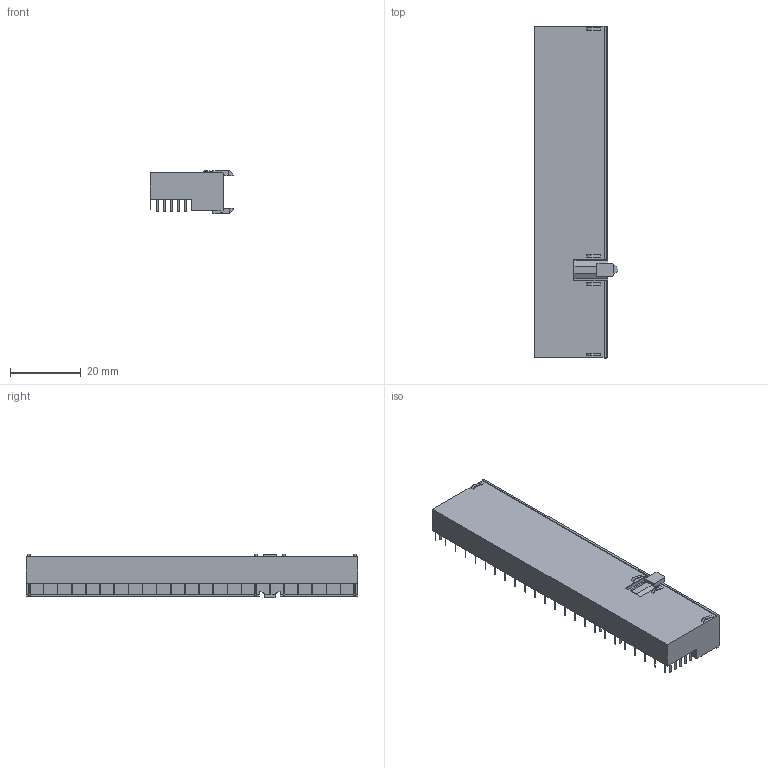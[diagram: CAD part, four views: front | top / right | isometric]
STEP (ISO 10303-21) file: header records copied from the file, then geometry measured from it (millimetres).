
FILE_DESCRIPTION((''),'2;1');
FILE_NAME('HARTING_17 26 220 2102.stp','2009-04-02T11:27:03',(''),(''),'Mechanical Desktop 2006','Mechanical Desktop 2006',', , ');
FILE_SCHEMA(('AUTOMOTIVE_DESIGN { 1 2 10303 214 0 1 1 1 }'));
Length unit declared in the file: millimetre
Products named in the file (1): Product
Bounding box: 23.75 x 93.9 x 12.25 mm (x, y, z)
Volume: 16813.6 mm3; surface area: 6958.7 mm2
Topology: 1 solids, 1 shells, 293 faces, 678 edges, 452 vertices
Faces by surface type: bspline 293
Entity records: 8271 total; most frequent: CARTESIAN_POINT 3893, ORIENTED_EDGE 1356, EDGE_CURVE 678, VERTEX_POINT 452, EDGE_LOOP 366, B_SPLINE_CURVE_WITH_KNOTS 344, FACE_OUTER_BOUND 293, ADVANCED_FACE 293
